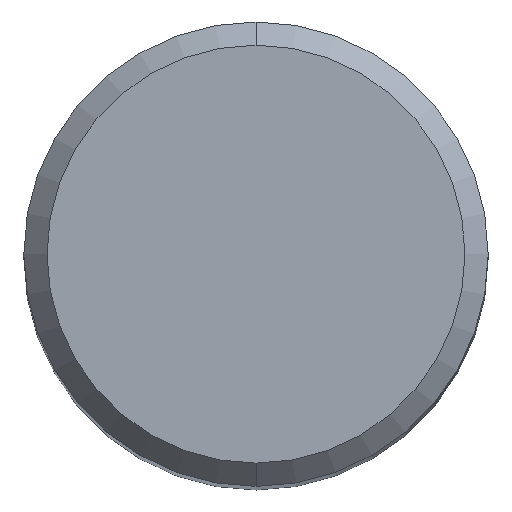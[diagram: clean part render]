
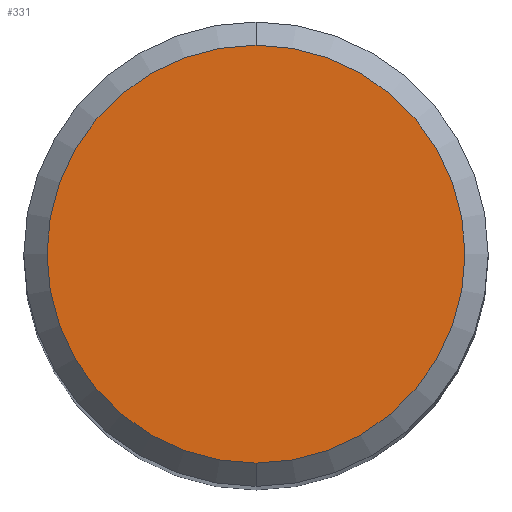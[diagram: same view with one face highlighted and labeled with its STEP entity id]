
A CAD part, top view. The second image highlights one B-rep face of the part: STEP entity #331.
In plain terms, the highlighted planar face has unit normal (0, 0, 1).
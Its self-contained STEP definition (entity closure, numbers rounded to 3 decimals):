
#283=VERTEX_POINT('',#602);
#303=VERTEX_POINT('',#624);
#329=EDGE_CURVE('',#303,#283,#652,.T.);
#331=ADVANCED_FACE('',(#654),#655,.T.);
#409=EDGE_CURVE('',#283,#303,#742,.T.);
#602=CARTESIAN_POINT('',(0.,-4.5,0.0));
#624=CARTESIAN_POINT('',(0.0,4.5,0.0));
#652=CIRCLE('',#1113,4.5);
#654=FACE_OUTER_BOUND('',#1115,.T.);
#655=PLANE('',#1116);
#742=CIRCLE('',#1341,4.5);
#1113=AXIS2_PLACEMENT_3D('',#1663,#1664,#1665);
#1115=EDGE_LOOP('',(#1667,#1668));
#1116=AXIS2_PLACEMENT_3D('',#1669,#1670,#1671);
#1341=AXIS2_PLACEMENT_3D('',#1767,#1768,#1769);
#1663=CARTESIAN_POINT('',(0.0,0.0,0.0));
#1664=DIRECTION('',(0.0,0.0,-1.0));
#1665=DIRECTION('',(0.0,1.0,0.0));
#1667=ORIENTED_EDGE('',*,*,#329,.F.);
#1668=ORIENTED_EDGE('',*,*,#409,.F.);
#1669=CARTESIAN_POINT('',(0.0,2.25,0.0));
#1670=DIRECTION('',(-0.0,0.0,1.0));
#1671=DIRECTION('',(0.0,-1.0,0.0));
#1767=CARTESIAN_POINT('',(0.0,0.0,0.0));
#1768=DIRECTION('',(0.0,0.0,-1.0));
#1769=DIRECTION('',(0.0,1.0,0.0));
